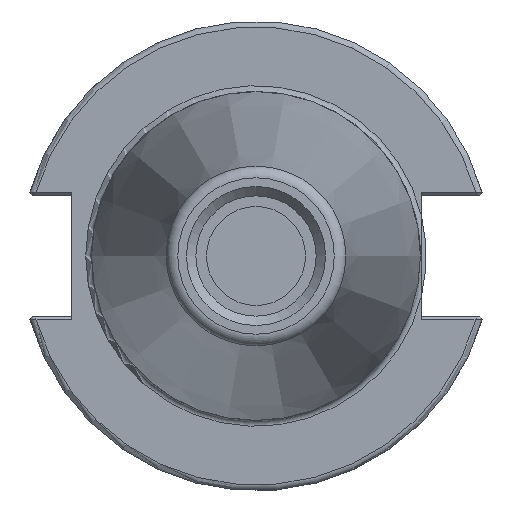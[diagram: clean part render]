
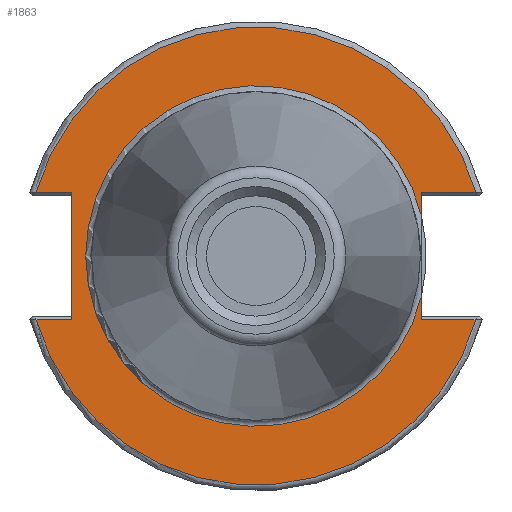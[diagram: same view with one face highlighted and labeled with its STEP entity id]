
A CAD part, left-side view. The second image highlights one B-rep face of the part: STEP entity #1863.
In plain terms, the highlighted planar face has unit normal (-1, 0, 0).
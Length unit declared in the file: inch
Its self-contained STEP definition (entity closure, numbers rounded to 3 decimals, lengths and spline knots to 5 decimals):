
#226=CIRCLE('',#2018,0.90625);
#228=CIRCLE('',#2021,1.21875);
#229=CIRCLE('',#2022,1.21875);
#290=FACE_OUTER_BOUND('',#410,.T.);
#410=EDGE_LOOP('',(#1302,#1303,#1304,#1305,#1306,#1307,#1308,#1309,#1310,
#1311));
#496=LINE('',#2516,#602);
#511=LINE('',#2598,#617);
#514=LINE('',#2607,#620);
#522=LINE('',#2622,#628);
#550=LINE('',#2814,#656);
#551=LINE('',#2817,#657);
#552=LINE('',#2820,#658);
#602=VECTOR('',#2098,0.67625);
#617=VECTOR('',#2121,0.19091);
#620=VECTOR('',#2130,0.12159);
#628=VECTOR('',#2138,0.12159);
#656=VECTOR('',#2314,0.29091);
#657=VECTOR('',#2317,0.19091);
#658=VECTOR('',#2320,0.29091);
#708=VERTEX_POINT('',#2514);
#709=VERTEX_POINT('',#2515);
#728=VERTEX_POINT('',#2597);
#729=VERTEX_POINT('',#2601);
#730=VERTEX_POINT('',#2602);
#731=VERTEX_POINT('',#2606);
#738=VERTEX_POINT('',#2620);
#792=VERTEX_POINT('',#2813);
#793=VERTEX_POINT('',#2816);
#794=VERTEX_POINT('',#2818);
#883=EDGE_CURVE('',#708,#709,#496,.T.);
#905=EDGE_CURVE('',#709,#728,#511,.T.);
#909=EDGE_CURVE('',#731,#729,#514,.T.);
#917=EDGE_CURVE('',#730,#738,#522,.T.);
#996=EDGE_CURVE('',#730,#729,#226,.T.);
#998=EDGE_CURVE('',#738,#792,#550,.T.);
#999=EDGE_CURVE('',#728,#792,#228,.T.);
#1000=EDGE_CURVE('',#793,#708,#551,.T.);
#1001=EDGE_CURVE('',#794,#793,#229,.T.);
#1002=EDGE_CURVE('',#794,#731,#552,.T.);
#1302=ORIENTED_EDGE('',*,*,#998,.T.);
#1303=ORIENTED_EDGE('',*,*,#999,.F.);
#1304=ORIENTED_EDGE('',*,*,#905,.F.);
#1305=ORIENTED_EDGE('',*,*,#883,.F.);
#1306=ORIENTED_EDGE('',*,*,#1000,.F.);
#1307=ORIENTED_EDGE('',*,*,#1001,.F.);
#1308=ORIENTED_EDGE('',*,*,#1002,.T.);
#1309=ORIENTED_EDGE('',*,*,#909,.T.);
#1310=ORIENTED_EDGE('',*,*,#996,.F.);
#1311=ORIENTED_EDGE('',*,*,#917,.T.);
#1706=PLANE('',#2020);
#1863=ADVANCED_FACE('',(#290),#1706,.T.);
#2018=AXIS2_PLACEMENT_3D('',#2809,#2308,#2309);
#2020=AXIS2_PLACEMENT_3D('',#2812,#2312,#2313);
#2021=AXIS2_PLACEMENT_3D('',#2815,#2315,#2316);
#2022=AXIS2_PLACEMENT_3D('',#2819,#2318,#2319);
#2098=DIRECTION('',(0.,0.,1.));
#2121=DIRECTION('',(0.,1.,0.));
#2130=DIRECTION('',(0.,0.,1.));
#2138=DIRECTION('',(0.,0.,1.));
#2308=DIRECTION('center_axis',(-1.,0.,0.));
#2309=DIRECTION('ref_axis',(0.,1.,0.));
#2312=DIRECTION('center_axis',(-1.,0.,0.));
#2313=DIRECTION('ref_axis',(0.,0.,1.));
#2314=DIRECTION('',(0.,-1.,0.));
#2315=DIRECTION('center_axis',(1.,0.,0.));
#2316=DIRECTION('ref_axis',(0.,0.,1.));
#2317=DIRECTION('',(0.,-1.,0.));
#2318=DIRECTION('center_axis',(1.,0.,0.));
#2319=DIRECTION('ref_axis',(0.,0.,-1.));
#2320=DIRECTION('',(0.,1.,0.));
#2514=CARTESIAN_POINT('',(2.815,0.98,-0.33813));
#2515=CARTESIAN_POINT('',(2.815,0.98,0.33813));
#2516=CARTESIAN_POINT('',(2.815,0.98,-0.33813));
#2597=CARTESIAN_POINT('',(2.815,1.17091,0.33813));
#2598=CARTESIAN_POINT('',(2.815,0.0275,0.33813));
#2601=CARTESIAN_POINT('',(2.815,-0.88,-0.21654));
#2602=CARTESIAN_POINT('',(2.815,-0.88,0.21654));
#2606=CARTESIAN_POINT('',(2.815,-0.88,-0.33813));
#2607=CARTESIAN_POINT('',(2.815,-0.88,0.));
#2620=CARTESIAN_POINT('',(2.815,-0.88,0.33813));
#2622=CARTESIAN_POINT('',(2.815,-0.88,0.));
#2809=CARTESIAN_POINT('Origin',(2.815,0.,0.));
#2812=CARTESIAN_POINT('Origin',(2.815,-0.875,0.));
#2813=CARTESIAN_POINT('',(2.815,-1.17091,0.33813));
#2814=CARTESIAN_POINT('',(2.815,-0.9025,0.33813));
#2815=CARTESIAN_POINT('Origin',(2.815,0.,0.));
#2816=CARTESIAN_POINT('',(2.815,1.17091,-0.33813));
#2817=CARTESIAN_POINT('',(2.815,0.2775,-0.33813));
#2818=CARTESIAN_POINT('',(2.815,-1.17091,-0.33813));
#2819=CARTESIAN_POINT('Origin',(2.815,0.,0.));
#2820=CARTESIAN_POINT('',(2.815,-0.9025,-0.33813));
